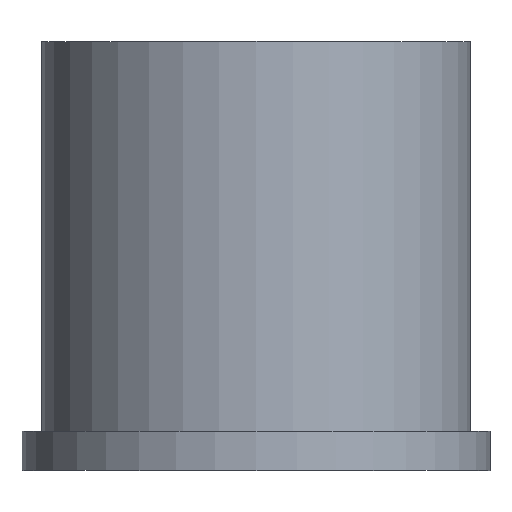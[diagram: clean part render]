
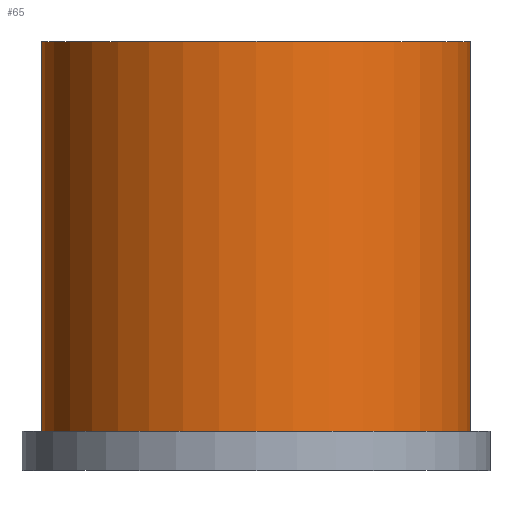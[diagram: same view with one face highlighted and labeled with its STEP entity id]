
A CAD part, front view. The second image highlights one B-rep face of the part: STEP entity #65.
In plain terms, the highlighted cylindrical face has radius 5.5 mm (diameter 11 mm), a partial arc.
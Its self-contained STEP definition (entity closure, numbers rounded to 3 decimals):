
#2 = VERTEX_POINT ( 'NONE', #110 ) ;
#6 = ORIENTED_EDGE ( 'NONE', *, *, #302, .F. ) ;
#39 = DIRECTION ( 'NONE',  ( 0., 0., 1. ) ) ;
#43 = LINE ( 'NONE', #292, #306 ) ;
#49 = VERTEX_POINT ( 'NONE', #322 ) ;
#56 = CARTESIAN_POINT ( 'NONE',  ( 5.5, 0., 11. ) ) ;
#62 = AXIS2_PLACEMENT_3D ( 'NONE', #321, #117, #69 ) ;
#65 = ADVANCED_FACE ( 'NONE', ( #146 ), #173, .T. ) ;
#69 = DIRECTION ( 'NONE',  ( -1., 0., 0. ) ) ;
#85 = CARTESIAN_POINT ( 'NONE',  ( 0., 0., 1. ) ) ;
#101 = EDGE_CURVE ( 'NONE', #49, #108, #261, .T. ) ;
#108 = VERTEX_POINT ( 'NONE', #195 ) ;
#110 = CARTESIAN_POINT ( 'NONE',  ( -5.5, 0., 11. ) ) ;
#112 = EDGE_CURVE ( 'NONE', #2, #49, #43, .T. ) ;
#114 = CARTESIAN_POINT ( 'NONE',  ( 5.5, 0., 11. ) ) ;
#117 = DIRECTION ( 'NONE',  ( 0., 0., -1. ) ) ;
#119 = AXIS2_PLACEMENT_3D ( 'NONE', #85, #248, #168 ) ;
#122 = DIRECTION ( 'NONE',  ( 1., 0., 0. ) ) ;
#146 = FACE_OUTER_BOUND ( 'NONE', #263, .T. ) ;
#160 = EDGE_CURVE ( 'NONE', #2, #308, #286, .T. ) ;
#164 = VECTOR ( 'NONE', #241, 1000. ) ;
#166 = ORIENTED_EDGE ( 'NONE', *, *, #160, .F. ) ;
#168 = DIRECTION ( 'NONE',  ( 1., 0., 0. ) ) ;
#173 = CYLINDRICAL_SURFACE ( 'NONE', #62, 5.5 ) ;
#195 = CARTESIAN_POINT ( 'NONE',  ( 5.5, 0., 1. ) ) ;
#199 = CARTESIAN_POINT ( 'NONE',  ( 0., 0., 11. ) ) ;
#229 = ORIENTED_EDGE ( 'NONE', *, *, #112, .T. ) ;
#241 = DIRECTION ( 'NONE',  ( 0., 0., -1. ) ) ;
#243 = LINE ( 'NONE', #114, #164 ) ;
#248 = DIRECTION ( 'NONE',  ( 0., 0., 1. ) ) ;
#261 = CIRCLE ( 'NONE', #119, 5.5 ) ;
#263 = EDGE_LOOP ( 'NONE', ( #6, #166, #229, #305 ) ) ;
#278 = DIRECTION ( 'NONE',  ( 0., 0., -1. ) ) ;
#283 = AXIS2_PLACEMENT_3D ( 'NONE', #199, #39, #122 ) ;
#286 = CIRCLE ( 'NONE', #283, 5.5 ) ;
#292 = CARTESIAN_POINT ( 'NONE',  ( -5.5, 0., 11. ) ) ;
#302 = EDGE_CURVE ( 'NONE', #308, #108, #243, .T. ) ;
#305 = ORIENTED_EDGE ( 'NONE', *, *, #101, .T. ) ;
#306 = VECTOR ( 'NONE', #278, 1000. ) ;
#308 = VERTEX_POINT ( 'NONE', #56 ) ;
#321 = CARTESIAN_POINT ( 'NONE',  ( 0., 0., 11. ) ) ;
#322 = CARTESIAN_POINT ( 'NONE',  ( -5.5, 0., 1. ) ) ;
